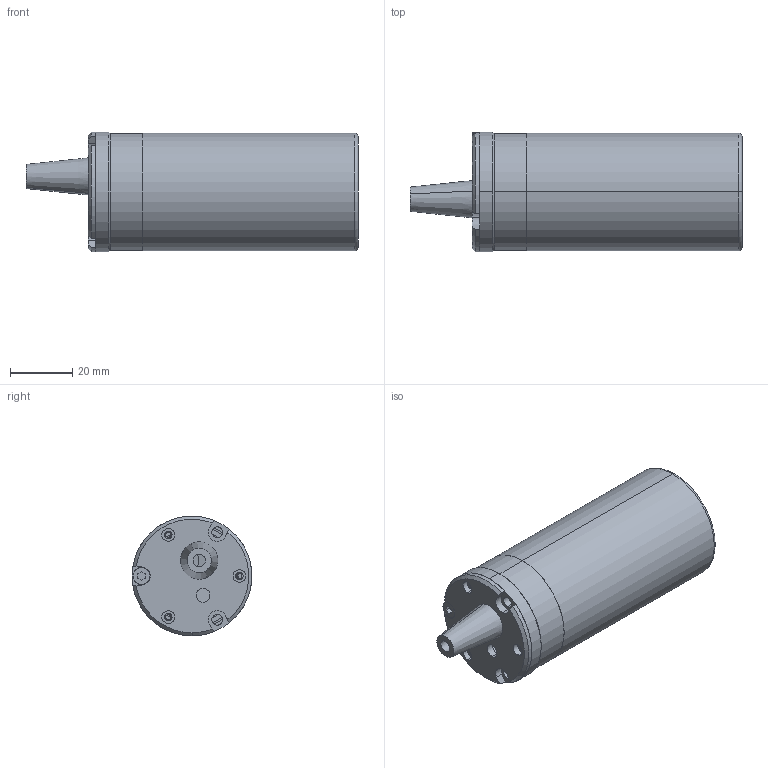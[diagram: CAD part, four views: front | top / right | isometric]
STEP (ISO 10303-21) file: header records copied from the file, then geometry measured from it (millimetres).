
FILE_DESCRIPTION (( 'STEP AP214' ), '1' );
FILE_NAME ('LTCL16.STEP', '2011-04-07T08:58:10', ( '--' ), ( '' ), 'SwSTEP 2.0', 'SolidWorks 2011', '' );
FILE_SCHEMA (( 'AUTOMOTIVE_DESIGN' ));
Length unit declared in the file: millimetre
Products named in the file (1): LTCL16
Bounding box: 106.7 x 38.5 x 38.5 mm (x, y, z)
Surface area: 18063.1 mm2 (no closed solid volume)
Topology: 0 solids, 10 shells, 96 faces, 277 edges, 196 vertices
Faces by surface type: cylinder 44, plane 35, cone 11, torus 4, sphere 2
Entity records: 4349 total; most frequent: DIRECTION 616, CARTESIAN_POINT 600, ORIENTED_EDGE 479, EDGE_CURVE 277, AXIS2_PLACEMENT_3D 252, VERTEX_POINT 196, CIRCLE 155, EDGE_LOOP 128
